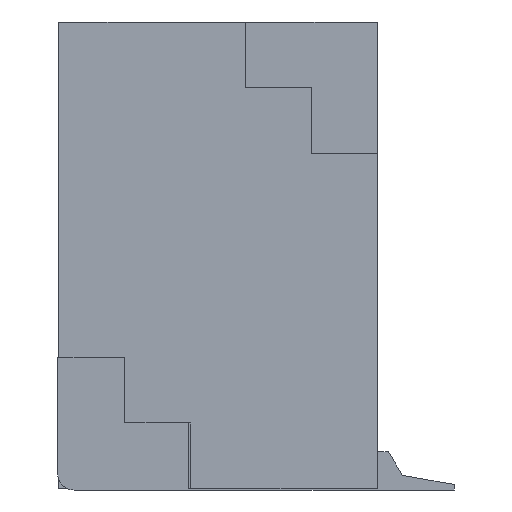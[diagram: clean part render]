
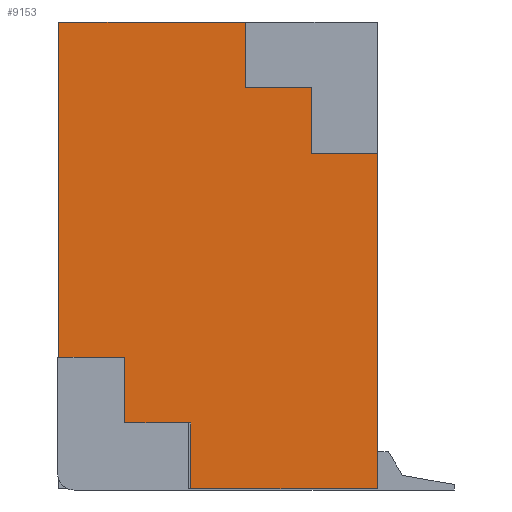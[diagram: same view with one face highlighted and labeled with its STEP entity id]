
A CAD part, left-side view. The second image highlights one B-rep face of the part: STEP entity #9153.
In plain terms, the highlighted planar face has unit normal (-1, 0, 0).
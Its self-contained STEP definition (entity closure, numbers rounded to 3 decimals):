
#132 = CARTESIAN_POINT ( 'NONE',  ( -1.5, -0.25, 4.25 ) ) ;
#152 = ORIENTED_EDGE ( 'NONE', *, *, #12370, .F. ) ;
#360 = EDGE_CURVE ( 'NONE', #522, #1069, #3455, .T. ) ;
#522 = VERTEX_POINT ( 'NONE', #7895 ) ;
#627 = CARTESIAN_POINT ( 'NONE',  ( -1.5, -1.45, 0. ) ) ;
#978 = EDGE_CURVE ( 'NONE', #1069, #10102, #1192, .T. ) ;
#1069 = VERTEX_POINT ( 'NONE', #132 ) ;
#1192 = LINE ( 'NONE', #18994, #7155 ) ;
#1326 = VECTOR ( 'NONE', #8772, 1000. ) ;
#1340 = DIRECTION ( 'NONE',  ( 0., 0., 1. ) ) ;
#1813 = ORIENTED_EDGE ( 'NONE', *, *, #978, .F. ) ;
#2025 = DIRECTION ( 'NONE',  ( 1., 0., 0. ) ) ;
#2186 = CARTESIAN_POINT ( 'NONE',  ( -1.5, -0.85, 3.05 ) ) ;
#2286 = CARTESIAN_POINT ( 'NONE',  ( -1.5, 1.45, 1.2 ) ) ;
#2570 = VECTOR ( 'NONE', #8007, 1000. ) ;
#2819 = DIRECTION ( 'NONE',  ( 0., 0., -1. ) ) ;
#2878 = EDGE_CURVE ( 'NONE', #19689, #14779, #13606, .T. ) ;
#3236 = VERTEX_POINT ( 'NONE', #20248 ) ;
#3311 = EDGE_CURVE ( 'NONE', #522, #22600, #17224, .T. ) ;
#3403 = VECTOR ( 'NONE', #10692, 1000. ) ;
#3455 = LINE ( 'NONE', #4975, #22551 ) ;
#3670 = CARTESIAN_POINT ( 'NONE',  ( -1.5, 0.85, 0.6 ) ) ;
#4090 = CARTESIAN_POINT ( 'NONE',  ( -1.5, -1.45, 4.25 ) ) ;
#4212 = DIRECTION ( 'NONE',  ( 0., 0., 1. ) ) ;
#4820 = ORIENTED_EDGE ( 'NONE', *, *, #11519, .F. ) ;
#4975 = CARTESIAN_POINT ( 'NONE',  ( -1.5, -1.45, 4.25 ) ) ;
#5290 = VECTOR ( 'NONE', #17335, 1000. ) ;
#5672 = PLANE ( 'NONE',  #13560 ) ;
#5755 = ORIENTED_EDGE ( 'NONE', *, *, #17392, .F. ) ;
#5970 = LINE ( 'NONE', #4090, #10478 ) ;
#5986 = VECTOR ( 'NONE', #1340, 1000. ) ;
#6079 = ORIENTED_EDGE ( 'NONE', *, *, #18109, .T. ) ;
#6462 = EDGE_LOOP ( 'NONE', ( #14085, #23023, #8890, #8180, #152, #6079, #4820, #22246, #5755, #16873, #1813, #14464 ) ) ;
#7155 = VECTOR ( 'NONE', #2819, 1000. ) ;
#7233 = CARTESIAN_POINT ( 'NONE',  ( -1.5, 0.25, 0.6 ) ) ;
#7597 = CARTESIAN_POINT ( 'NONE',  ( -1.5, -1.45, 3.05 ) ) ;
#7784 = FACE_OUTER_BOUND ( 'NONE', #6462, .T. ) ;
#7895 = CARTESIAN_POINT ( 'NONE',  ( -1.5, 1.45, 4.25 ) ) ;
#7914 = DIRECTION ( 'NONE',  ( 0., 0., -1. ) ) ;
#7996 = CARTESIAN_POINT ( 'NONE',  ( -1.5, -0.85, 3.65 ) ) ;
#8007 = DIRECTION ( 'NONE',  ( 0., -1., 0. ) ) ;
#8035 = CARTESIAN_POINT ( 'NONE',  ( -1.5, -1.45, 3.05 ) ) ;
#8180 = ORIENTED_EDGE ( 'NONE', *, *, #22352, .F. ) ;
#8411 = CARTESIAN_POINT ( 'NONE',  ( -1.5, 1.45, 1.2 ) ) ;
#8772 = DIRECTION ( 'NONE',  ( 0., 1., 0. ) ) ;
#8890 = ORIENTED_EDGE ( 'NONE', *, *, #21595, .F. ) ;
#9129 = DIRECTION ( 'NONE',  ( 0., -1., 0. ) ) ;
#9153 = ADVANCED_FACE ( 'NONE', ( #7784 ), #5672, .F. ) ;
#9352 = CARTESIAN_POINT ( 'NONE',  ( -1.5, -1.45, 4.25 ) ) ;
#10102 = VERTEX_POINT ( 'NONE', #14319 ) ;
#10170 = VERTEX_POINT ( 'NONE', #23177 ) ;
#10478 = VECTOR ( 'NONE', #16632, 1000. ) ;
#10500 = VECTOR ( 'NONE', #17499, 1000. ) ;
#10692 = DIRECTION ( 'NONE',  ( 0., 1., 0. ) ) ;
#10698 = DIRECTION ( 'NONE',  ( 0., -1., 0. ) ) ;
#10771 = CARTESIAN_POINT ( 'NONE',  ( -1.5, -1.45, 0. ) ) ;
#10904 = LINE ( 'NONE', #627, #14780 ) ;
#11519 = EDGE_CURVE ( 'NONE', #14779, #20393, #5970, .T. ) ;
#11804 = CARTESIAN_POINT ( 'NONE',  ( -1.5, 0.25, 0.6 ) ) ;
#12239 = EDGE_CURVE ( 'NONE', #10102, #10170, #15008, .T. ) ;
#12370 = EDGE_CURVE ( 'NONE', #20129, #13568, #13196, .T. ) ;
#13115 = EDGE_CURVE ( 'NONE', #3236, #22600, #15520, .T. ) ;
#13196 = LINE ( 'NONE', #13304, #18776 ) ;
#13304 = CARTESIAN_POINT ( 'NONE',  ( -1.5, 0.25, 0. ) ) ;
#13560 = AXIS2_PLACEMENT_3D ( 'NONE', #9352, #2025, #7914 ) ;
#13568 = VERTEX_POINT ( 'NONE', #11804 ) ;
#13606 = LINE ( 'NONE', #8035, #10500 ) ;
#14085 = ORIENTED_EDGE ( 'NONE', *, *, #3311, .T. ) ;
#14195 = LINE ( 'NONE', #3670, #5986 ) ;
#14319 = CARTESIAN_POINT ( 'NONE',  ( -1.5, -0.25, 3.65 ) ) ;
#14464 = ORIENTED_EDGE ( 'NONE', *, *, #360, .F. ) ;
#14779 = VERTEX_POINT ( 'NONE', #7597 ) ;
#14780 = VECTOR ( 'NONE', #9129, 1000. ) ;
#15008 = LINE ( 'NONE', #16884, #2570 ) ;
#15520 = LINE ( 'NONE', #8411, #1326 ) ;
#16080 = CARTESIAN_POINT ( 'NONE',  ( -1.5, 0.25, 0. ) ) ;
#16632 = DIRECTION ( 'NONE',  ( 0., 0., -1. ) ) ;
#16873 = ORIENTED_EDGE ( 'NONE', *, *, #12239, .F. ) ;
#16884 = CARTESIAN_POINT ( 'NONE',  ( -1.5, -0.25, 3.65 ) ) ;
#17224 = LINE ( 'NONE', #22636, #18390 ) ;
#17335 = DIRECTION ( 'NONE',  ( 0., 0., -1. ) ) ;
#17392 = EDGE_CURVE ( 'NONE', #10170, #19689, #18751, .T. ) ;
#17499 = DIRECTION ( 'NONE',  ( 0., -1., 0. ) ) ;
#18109 = EDGE_CURVE ( 'NONE', #20129, #20393, #10904, .T. ) ;
#18390 = VECTOR ( 'NONE', #20763, 1000. ) ;
#18751 = LINE ( 'NONE', #7996, #5290 ) ;
#18776 = VECTOR ( 'NONE', #4212, 1000. ) ;
#18994 = CARTESIAN_POINT ( 'NONE',  ( -1.5, -0.25, 4.25 ) ) ;
#19507 = LINE ( 'NONE', #7233, #3403 ) ;
#19689 = VERTEX_POINT ( 'NONE', #2186 ) ;
#20129 = VERTEX_POINT ( 'NONE', #16080 ) ;
#20248 = CARTESIAN_POINT ( 'NONE',  ( -1.5, 0.85, 1.2 ) ) ;
#20393 = VERTEX_POINT ( 'NONE', #10771 ) ;
#20426 = VERTEX_POINT ( 'NONE', #21351 ) ;
#20763 = DIRECTION ( 'NONE',  ( 0., 0., -1. ) ) ;
#21351 = CARTESIAN_POINT ( 'NONE',  ( -1.5, 0.85, 0.6 ) ) ;
#21595 = EDGE_CURVE ( 'NONE', #20426, #3236, #14195, .T. ) ;
#22246 = ORIENTED_EDGE ( 'NONE', *, *, #2878, .F. ) ;
#22352 = EDGE_CURVE ( 'NONE', #13568, #20426, #19507, .T. ) ;
#22551 = VECTOR ( 'NONE', #10698, 1000. ) ;
#22600 = VERTEX_POINT ( 'NONE', #2286 ) ;
#22636 = CARTESIAN_POINT ( 'NONE',  ( -1.5, 1.45, 4.25 ) ) ;
#23023 = ORIENTED_EDGE ( 'NONE', *, *, #13115, .F. ) ;
#23177 = CARTESIAN_POINT ( 'NONE',  ( -1.5, -0.85, 3.65 ) ) ;
